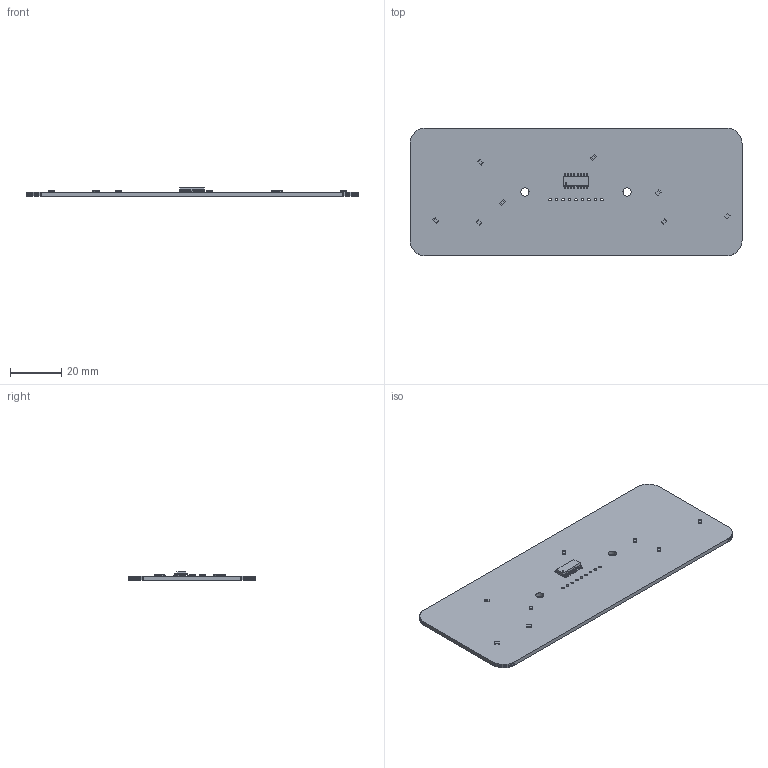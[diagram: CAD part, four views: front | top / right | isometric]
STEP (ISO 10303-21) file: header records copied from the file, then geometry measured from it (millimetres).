
FILE_DESCRIPTION(('KiCad electronic assembly'),'2;1');
FILE_NAME('gpad3smt.step','2024-08-28T23:25:20',('Pcbnew'),('Kicad'), 'Open CASCADE STEP processor 7.6','KiCad to STEP converter','Unknown' );
FILE_SCHEMA(('AUTOMOTIVE_DESIGN { 1 0 10303 214 1 1 1 1 }'));
Length unit declared in the file: millimetre
Products named in the file (6): gpad3smt 1; R_0805_2012Metric; SOLID; SOIC-16_3.9x9.9mm_P1.27mm; _autosave-gpad1 PCB
Assembly tree (12 placements, depth 3):
  gpad3smt 1
    R_0805_2012Metric  x8
      SOLID
    SOIC-16_3.9x9.9mm_P1.27mm
      SOLID
    _autosave-gpad1 PCB
Bounding box: 130 x 50 x 3.4 mm (x, y, z)
Volume: 10383.1 mm3; surface area: 13739.1 mm2
Topology: 10 solids, 10 shells, 577 faces, 1548 edges, 992 vertices
Faces by surface type: plane 397, cylinder 140, bspline 40
Full cylindrical faces by diameter (mm): 0.6 x1, 1.016 x9, 3.2 x2
Entity records: 28697 total; most frequent: CARTESIAN_POINT 5160, DIRECTION 3904, LINE 2758, VECTOR 2758, ORIENTED_EDGE 2144, PCURVE 2144, DEFINITIONAL_REPRESENTATION 2144, EDGE_CURVE 1072
